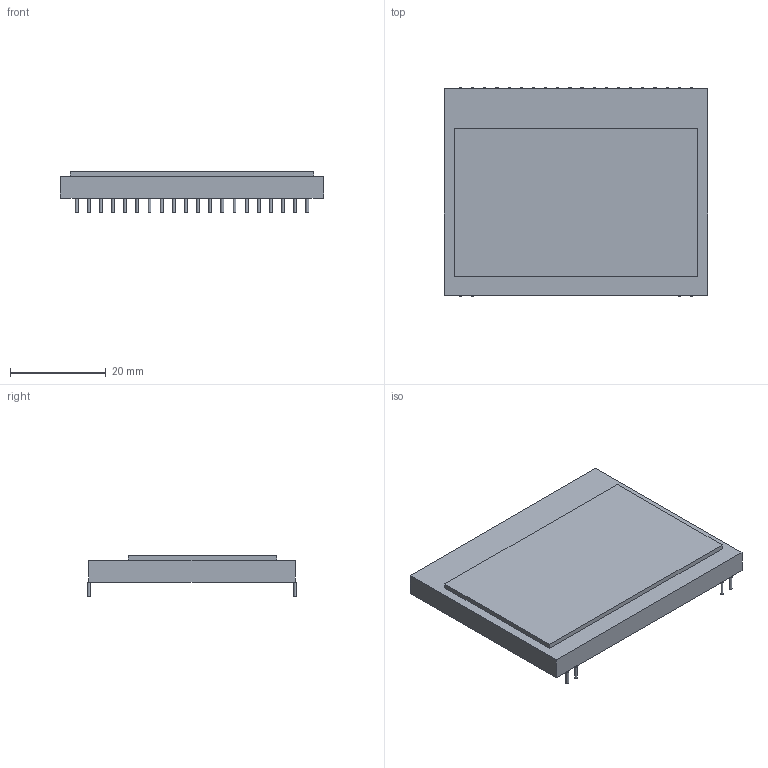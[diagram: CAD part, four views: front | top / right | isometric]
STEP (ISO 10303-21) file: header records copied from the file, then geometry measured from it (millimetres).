
FILE_DESCRIPTION(('FreeCAD Model'),'2;1');
FILE_NAME('Open CASCADE Shape Model','2022-05-04T14:30:00',('Author'),( ''),'Open CASCADE STEP processor 7.5','FreeCAD','Unknown');
FILE_SCHEMA(('AUTOMOTIVE_DESIGN { 1 0 10303 214 1 1 1 1 }'));
Length unit declared in the file: millimetre
Products named in the file (2): EADOGM128W-6; Body004
Assembly tree (1 placements, depth 2):
  EADOGM128W-6
    Body004
Bounding box: 55 x 43.78 x 8.6 mm (x, y, z)
Volume: 12525.8 mm3; surface area: 5959.2 mm2
Topology: 1 solids, 1 shells, 83 faces, 168 edges, 88 vertices
Faces by surface type: plane 59, cylinder 24
Full cylindrical faces by diameter (mm): 0.567 x1, 0.6 x23
Entity records: 4322 total; most frequent: DIRECTION 746, CARTESIAN_POINT 677, LINE 360, VECTOR 360, ORIENTED_EDGE 336, PCURVE 336, DEFINITIONAL_REPRESENTATION 336, EDGE_CURVE 168
